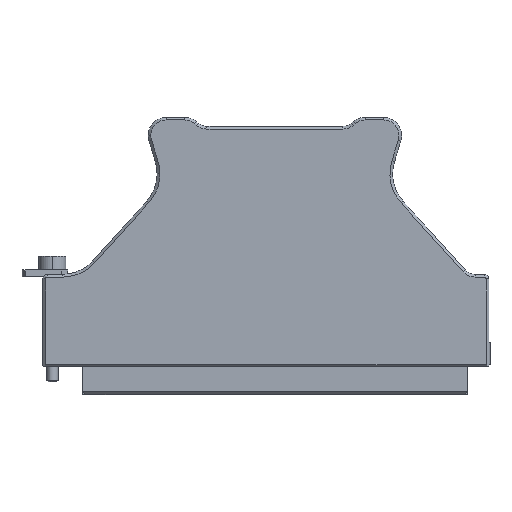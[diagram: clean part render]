
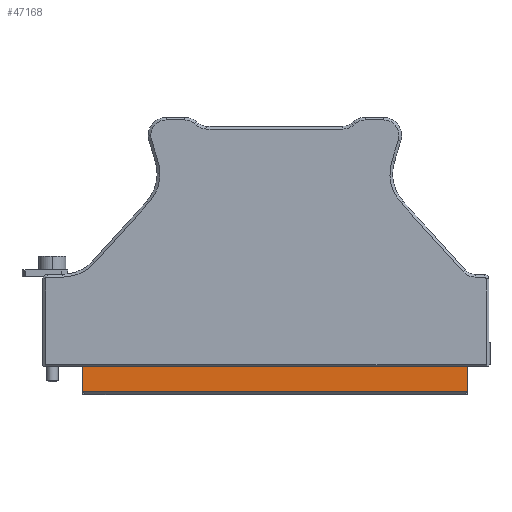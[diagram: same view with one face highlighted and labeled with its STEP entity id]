
A CAD part, top view. The second image highlights one B-rep face of the part: STEP entity #47168.
In plain terms, the highlighted face is planar.
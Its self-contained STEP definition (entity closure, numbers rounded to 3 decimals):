
#95 = DIRECTION ( 'NONE',  ( 0., 0., 1. ) ) ;
#474 = LINE ( 'NONE', #66609, #51684 ) ;
#1008 = ORIENTED_EDGE ( 'NONE', *, *, #64858, .T. ) ;
#1382 = VECTOR ( 'NONE', #23798, 1000. ) ;
#3680 = CARTESIAN_POINT ( 'NONE',  ( -42.47, 14.6, 4.95 ) ) ;
#4846 = ORIENTED_EDGE ( 'NONE', *, *, #80170, .T. ) ;
#5851 = CARTESIAN_POINT ( 'NONE',  ( -42.47, 14.6, 3.75 ) ) ;
#6043 = VERTEX_POINT ( 'NONE', #10015 ) ;
#9656 = LINE ( 'NONE', #3680, #65940 ) ;
#10015 = CARTESIAN_POINT ( 'NONE',  ( 42.47, 14.6, 10.85 ) ) ;
#10686 = FACE_OUTER_BOUND ( 'NONE', #30110, .T. ) ;
#11793 = DIRECTION ( 'NONE',  ( -1., 0., 0. ) ) ;
#18669 = VERTEX_POINT ( 'NONE', #22094 ) ;
#20952 = VECTOR ( 'NONE', #105144, 1000. ) ;
#21413 = VERTEX_POINT ( 'NONE', #68474 ) ;
#22094 = CARTESIAN_POINT ( 'NONE',  ( -38.9, 14.6, 4.95 ) ) ;
#22202 = CARTESIAN_POINT ( 'NONE',  ( -42.47, 14.6, 4.95 ) ) ;
#22772 = ORIENTED_EDGE ( 'NONE', *, *, #87998, .F. ) ;
#23798 = DIRECTION ( 'NONE',  ( 1., 0., 0. ) ) ;
#26724 = ORIENTED_EDGE ( 'NONE', *, *, #87631, .T. ) ;
#29074 = PLANE ( 'NONE',  #46310 ) ;
#30110 = EDGE_LOOP ( 'NONE', ( #1008, #36767, #56257, #22772, #4846, #26724, #35389, #71351 ) ) ;
#32140 = DIRECTION ( 'NONE',  ( 0., 0., 1. ) ) ;
#33827 = LINE ( 'NONE', #51148, #88500 ) ;
#35389 = ORIENTED_EDGE ( 'NONE', *, *, #77990, .F. ) ;
#36767 = ORIENTED_EDGE ( 'NONE', *, *, #60195, .T. ) ;
#37649 = CARTESIAN_POINT ( 'NONE',  ( -42.47, 14.6, 10.85 ) ) ;
#38492 = LINE ( 'NONE', #22202, #20952 ) ;
#39922 = LINE ( 'NONE', #50196, #94529 ) ;
#41474 = VECTOR ( 'NONE', #32140, 1000. ) ;
#42367 = LINE ( 'NONE', #75958, #55951 ) ;
#45962 = VERTEX_POINT ( 'NONE', #5851 ) ;
#46310 = AXIS2_PLACEMENT_3D ( 'NONE', #76320, #62179, #95211 ) ;
#47168 = ADVANCED_FACE ( 'NONE', ( #10686 ), #29074, .T. ) ;
#50196 = CARTESIAN_POINT ( 'NONE',  ( 38.9, 14.6, 3.75 ) ) ;
#51148 = CARTESIAN_POINT ( 'NONE',  ( 42.47, 14.6, 3.75 ) ) ;
#51244 = CARTESIAN_POINT ( 'NONE',  ( 38.9, 14.6, 3.75 ) ) ;
#51684 = VECTOR ( 'NONE', #57969, 1000. ) ;
#52905 = VERTEX_POINT ( 'NONE', #71647 ) ;
#55951 = VECTOR ( 'NONE', #95, 1000. ) ;
#56257 = ORIENTED_EDGE ( 'NONE', *, *, #72242, .F. ) ;
#57969 = DIRECTION ( 'NONE',  ( 1., 0., 0. ) ) ;
#60195 = EDGE_CURVE ( 'NONE', #86585, #6043, #474, .T. ) ;
#62179 = DIRECTION ( 'NONE',  ( 0., 1., 0. ) ) ;
#64858 = EDGE_CURVE ( 'NONE', #45962, #86585, #38492, .T. ) ;
#65940 = VECTOR ( 'NONE', #11793, 1000. ) ;
#66609 = CARTESIAN_POINT ( 'NONE',  ( 42.47, 14.6, 10.85 ) ) ;
#66897 = DIRECTION ( 'NONE',  ( 1., 0., 0. ) ) ;
#68474 = CARTESIAN_POINT ( 'NONE',  ( -38.9, 14.6, 3.75 ) ) ;
#69434 = EDGE_CURVE ( 'NONE', #45962, #21413, #82366, .T. ) ;
#71351 = ORIENTED_EDGE ( 'NONE', *, *, #69434, .F. ) ;
#71647 = CARTESIAN_POINT ( 'NONE',  ( 42.47, 14.6, 3.75 ) ) ;
#72242 = EDGE_CURVE ( 'NONE', #52905, #6043, #76023, .T. ) ;
#74713 = VERTEX_POINT ( 'NONE', #51244 ) ;
#75958 = CARTESIAN_POINT ( 'NONE',  ( -38.9, 14.6, 3.75 ) ) ;
#76023 = LINE ( 'NONE', #83108, #41474 ) ;
#76320 = CARTESIAN_POINT ( 'NONE',  ( -42.47, 14.6, 4.95 ) ) ;
#77990 = EDGE_CURVE ( 'NONE', #21413, #18669, #42367, .T. ) ;
#80170 = EDGE_CURVE ( 'NONE', #74713, #95623, #39922, .T. ) ;
#82366 = LINE ( 'NONE', #97001, #1382 ) ;
#83108 = CARTESIAN_POINT ( 'NONE',  ( 42.47, 14.6, 4.95 ) ) ;
#86585 = VERTEX_POINT ( 'NONE', #37649 ) ;
#87631 = EDGE_CURVE ( 'NONE', #95623, #18669, #9656, .T. ) ;
#87998 = EDGE_CURVE ( 'NONE', #74713, #52905, #33827, .T. ) ;
#88500 = VECTOR ( 'NONE', #66897, 1000. ) ;
#94529 = VECTOR ( 'NONE', #97357, 1000. ) ;
#95211 = DIRECTION ( 'NONE',  ( -1., 0., 0. ) ) ;
#95623 = VERTEX_POINT ( 'NONE', #105793 ) ;
#97001 = CARTESIAN_POINT ( 'NONE',  ( -42.47, 14.6, 3.75 ) ) ;
#97357 = DIRECTION ( 'NONE',  ( 0., 0., 1. ) ) ;
#105144 = DIRECTION ( 'NONE',  ( 0., 0., 1. ) ) ;
#105793 = CARTESIAN_POINT ( 'NONE',  ( 38.9, 14.6, 4.95 ) ) ;
